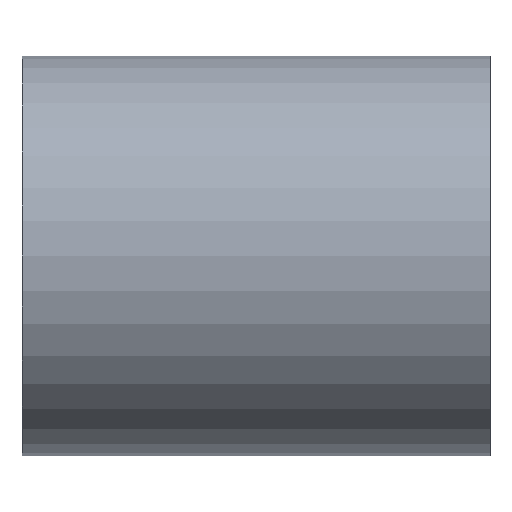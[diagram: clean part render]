
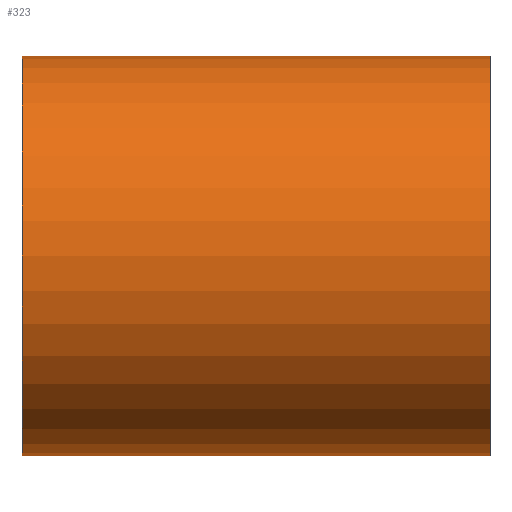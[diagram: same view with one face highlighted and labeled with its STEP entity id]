
A CAD part, front view. The second image highlights one B-rep face of the part: STEP entity #323.
In plain terms, the highlighted cylindrical face has radius 8.25 mm (diameter 16.5 mm), a partial arc.
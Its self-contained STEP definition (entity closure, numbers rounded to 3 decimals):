
#12 = CARTESIAN_POINT ( 'NONE',  ( -20.18, 0., -8.25 ) ) ;
#16 = CARTESIAN_POINT ( 'NONE',  ( -19.323, 0., 8.25 ) ) ;
#17 = AXIS2_PLACEMENT_3D ( 'NONE', #60, #200, #203 ) ;
#33 = AXIS2_PLACEMENT_3D ( 'NONE', #280, #233, #138 ) ;
#46 = DIRECTION ( 'NONE',  ( -1., 0., 0. ) ) ;
#60 = CARTESIAN_POINT ( 'NONE',  ( -19.323, 0., 0. ) ) ;
#82 = EDGE_CURVE ( 'NONE', #172, #390, #415, .T. ) ;
#97 = LINE ( 'NONE', #358, #346 ) ;
#105 = DIRECTION ( 'NONE',  ( -1., 0., 0. ) ) ;
#114 = DIRECTION ( 'NONE',  ( -1., 0., 0. ) ) ;
#138 = DIRECTION ( 'NONE',  ( 0., 0., 1. ) ) ;
#146 = CIRCLE ( 'NONE', #17, 8.25 ) ;
#150 = FACE_OUTER_BOUND ( 'NONE', #560, .T. ) ;
#152 = EDGE_CURVE ( 'NONE', #390, #471, #97, .T. ) ;
#172 = VERTEX_POINT ( 'NONE', #247 ) ;
#200 = DIRECTION ( 'NONE',  ( -1., 0., 0. ) ) ;
#203 = DIRECTION ( 'NONE',  ( 0., 0., 1. ) ) ;
#233 = DIRECTION ( 'NONE',  ( -1., 0., 0. ) ) ;
#247 = CARTESIAN_POINT ( 'NONE',  ( 0., 0., -8.25 ) ) ;
#250 = LINE ( 'NONE', #12, #380 ) ;
#255 = ORIENTED_EDGE ( 'NONE', *, *, #467, .F. ) ;
#280 = CARTESIAN_POINT ( 'NONE',  ( 0., 0., 0. ) ) ;
#311 = CARTESIAN_POINT ( 'NONE',  ( 0., 0., 8.25 ) ) ;
#323 = ADVANCED_FACE ( 'NONE', ( #150 ), #539, .T. ) ;
#346 = VECTOR ( 'NONE', #114, 1000. ) ;
#358 = CARTESIAN_POINT ( 'NONE',  ( -20.18, 0., 8.25 ) ) ;
#361 = ORIENTED_EDGE ( 'NONE', *, *, #152, .T. ) ;
#363 = CARTESIAN_POINT ( 'NONE',  ( -19.323, 0., -8.25 ) ) ;
#380 = VECTOR ( 'NONE', #105, 1000. ) ;
#390 = VERTEX_POINT ( 'NONE', #311 ) ;
#415 = CIRCLE ( 'NONE', #33, 8.25 ) ;
#432 = ORIENTED_EDGE ( 'NONE', *, *, #82, .T. ) ;
#438 = AXIS2_PLACEMENT_3D ( 'NONE', #531, #46, #533 ) ;
#447 = EDGE_CURVE ( 'NONE', #172, #600, #250, .T. ) ;
#467 = EDGE_CURVE ( 'NONE', #600, #471, #146, .T. ) ;
#471 = VERTEX_POINT ( 'NONE', #16 ) ;
#531 = CARTESIAN_POINT ( 'NONE',  ( -20.18, 0., 0. ) ) ;
#533 = DIRECTION ( 'NONE',  ( 0., 0., 1. ) ) ;
#539 = CYLINDRICAL_SURFACE ( 'NONE', #438, 8.25 ) ;
#547 = ORIENTED_EDGE ( 'NONE', *, *, #447, .F. ) ;
#560 = EDGE_LOOP ( 'NONE', ( #547, #432, #361, #255 ) ) ;
#600 = VERTEX_POINT ( 'NONE', #363 ) ;
